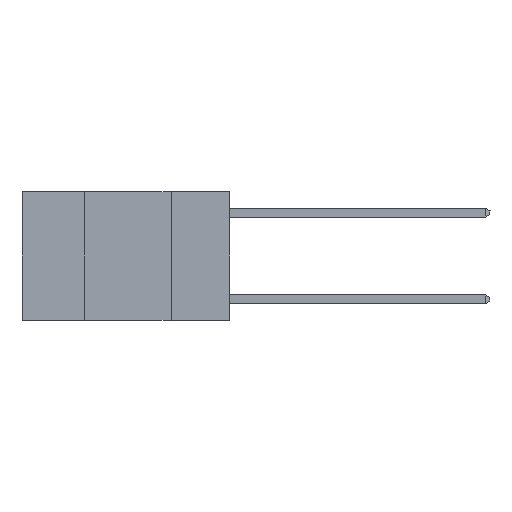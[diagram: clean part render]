
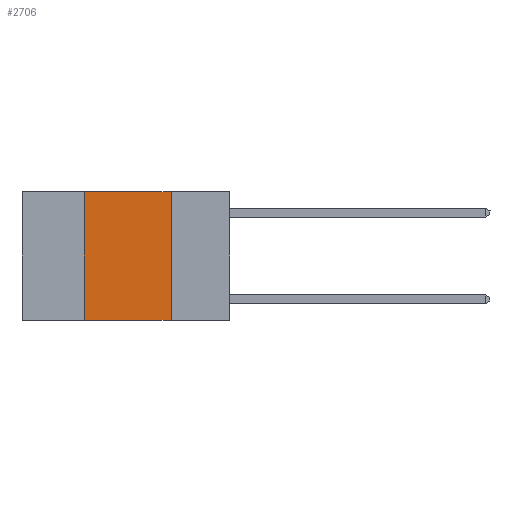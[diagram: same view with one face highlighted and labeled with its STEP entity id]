
A CAD part, left-side view. The second image highlights one B-rep face of the part: STEP entity #2706.
In plain terms, the highlighted planar face has unit normal (-1, 0, 0).
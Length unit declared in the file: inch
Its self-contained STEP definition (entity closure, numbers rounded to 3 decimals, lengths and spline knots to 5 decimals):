
#575 = CARTESIAN_POINT ( 'NONE',  ( 0., 0.6, 0. ) ) ;
#605 = ORIENTED_EDGE ( 'NONE', *, *, #4084, .F. ) ;
#1817 = CARTESIAN_POINT ( 'NONE',  ( 0., 0.17, 0. ) ) ;
#1841 = VECTOR ( 'NONE', #13794, 39.37008 ) ;
#2706 = ADVANCED_FACE ( 'NONE', ( #16248 ), #9284, .F. ) ;
#2936 = CARTESIAN_POINT ( 'NONE',  ( 0., 0.42, -0.37 ) ) ;
#3024 = DIRECTION ( 'NONE',  ( 1., 0., 0. ) ) ;
#3506 = VECTOR ( 'NONE', #9601, 39.37008 ) ;
#3611 = VERTEX_POINT ( 'NONE', #4480 ) ;
#3856 = CARTESIAN_POINT ( 'NONE',  ( 0., 0.42, 0. ) ) ;
#4022 = CARTESIAN_POINT ( 'NONE',  ( 0., 0.17, 0. ) ) ;
#4084 = EDGE_CURVE ( 'NONE', #3611, #13647, #16180, .T. ) ;
#4480 = CARTESIAN_POINT ( 'NONE',  ( 0., 0.42, 0. ) ) ;
#4840 = VECTOR ( 'NONE', #7201, 39.37008 ) ;
#4986 = ORIENTED_EDGE ( 'NONE', *, *, #12373, .T. ) ;
#5562 = LINE ( 'NONE', #3856, #11665 ) ;
#5767 = LINE ( 'NONE', #4022, #1841 ) ;
#5895 = ORIENTED_EDGE ( 'NONE', *, *, #14016, .F. ) ;
#6814 = CARTESIAN_POINT ( 'NONE',  ( 0., 0.6, 0. ) ) ;
#7106 = EDGE_CURVE ( 'NONE', #13647, #7904, #5767, .T. ) ;
#7201 = DIRECTION ( 'NONE',  ( 0., -1., 0. ) ) ;
#7904 = VERTEX_POINT ( 'NONE', #16285 ) ;
#7995 = VERTEX_POINT ( 'NONE', #2936 ) ;
#8023 = EDGE_LOOP ( 'NONE', ( #15453, #605, #5895, #4986 ) ) ;
#9284 = PLANE ( 'NONE',  #13575 ) ;
#9601 = DIRECTION ( 'NONE',  ( 0., -1., 0. ) ) ;
#10877 = CARTESIAN_POINT ( 'NONE',  ( 0., 0.6, -0.37 ) ) ;
#11193 = DIRECTION ( 'NONE',  ( 0., 0., 1. ) ) ;
#11335 = LINE ( 'NONE', #10877, #4840 ) ;
#11665 = VECTOR ( 'NONE', #11193, 39.37008 ) ;
#11700 = DIRECTION ( 'NONE',  ( 0., 0., -1. ) ) ;
#12373 = EDGE_CURVE ( 'NONE', #7995, #7904, #11335, .T. ) ;
#13575 = AXIS2_PLACEMENT_3D ( 'NONE', #6814, #3024, #11700 ) ;
#13647 = VERTEX_POINT ( 'NONE', #1817 ) ;
#13794 = DIRECTION ( 'NONE',  ( 0., 0., -1. ) ) ;
#14016 = EDGE_CURVE ( 'NONE', #7995, #3611, #5562, .T. ) ;
#15453 = ORIENTED_EDGE ( 'NONE', *, *, #7106, .F. ) ;
#16180 = LINE ( 'NONE', #575, #3506 ) ;
#16248 = FACE_OUTER_BOUND ( 'NONE', #8023, .T. ) ;
#16285 = CARTESIAN_POINT ( 'NONE',  ( 0., 0.17, -0.37 ) ) ;
